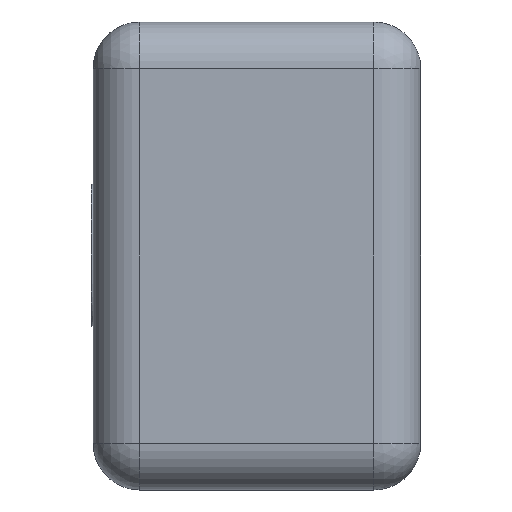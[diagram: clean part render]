
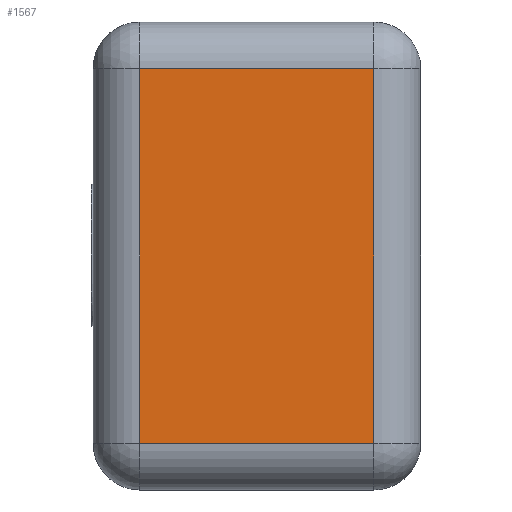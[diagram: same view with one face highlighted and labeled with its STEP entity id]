
A CAD part, left-side view. The second image highlights one B-rep face of the part: STEP entity #1567.
In plain terms, the highlighted planar face has unit normal (-1, 0, 0).
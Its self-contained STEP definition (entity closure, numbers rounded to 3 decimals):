
#172 = DIRECTION ( 'NONE',  ( 0., 1., 0. ) ) ;
#190 = LINE ( 'NONE', #3394, #467 ) ;
#261 = ORIENTED_EDGE ( 'NONE', *, *, #5766, .T. ) ;
#322 = VECTOR ( 'NONE', #4660, 1000. ) ;
#452 = LINE ( 'NONE', #5559, #2170 ) ;
#467 = VECTOR ( 'NONE', #172, 1000. ) ;
#512 = CARTESIAN_POINT ( 'NONE',  ( -0.5, 0.05, 0.2 ) ) ;
#705 = ORIENTED_EDGE ( 'NONE', *, *, #4919, .T. ) ;
#851 = CARTESIAN_POINT ( 'NONE',  ( -0.5, 0.05, -0.2 ) ) ;
#1030 = EDGE_CURVE ( 'NONE', #2902, #1688, #3623, .T. ) ;
#1161 = VERTEX_POINT ( 'NONE', #512 ) ;
#1518 = VECTOR ( 'NONE', #4489, 1000. ) ;
#1567 = ADVANCED_FACE ( 'NONE', ( #3901 ), #5118, .F. ) ;
#1688 = VERTEX_POINT ( 'NONE', #1753 ) ;
#1753 = CARTESIAN_POINT ( 'NONE',  ( -0.5, 0.3, -0.2 ) ) ;
#1824 = LINE ( 'NONE', #4601, #322 ) ;
#2000 = DIRECTION ( 'NONE',  ( 0., -1., 0. ) ) ;
#2170 = VECTOR ( 'NONE', #2000, 1000. ) ;
#2189 = ORIENTED_EDGE ( 'NONE', *, *, #4189, .T. ) ;
#2242 = CARTESIAN_POINT ( 'NONE',  ( -0.5, 0.3, 0.2 ) ) ;
#2762 = EDGE_LOOP ( 'NONE', ( #5835, #705, #2189, #261 ) ) ;
#2902 = VERTEX_POINT ( 'NONE', #2242 ) ;
#3140 = AXIS2_PLACEMENT_3D ( 'NONE', #5624, #3813, #5172 ) ;
#3150 = VERTEX_POINT ( 'NONE', #851 ) ;
#3394 = CARTESIAN_POINT ( 'NONE',  ( -0.5, 0.35, 0.2 ) ) ;
#3623 = LINE ( 'NONE', #5378, #1518 ) ;
#3813 = DIRECTION ( 'NONE',  ( 1., 0., 0. ) ) ;
#3901 = FACE_OUTER_BOUND ( 'NONE', #2762, .T. ) ;
#4189 = EDGE_CURVE ( 'NONE', #3150, #1161, #1824, .T. ) ;
#4489 = DIRECTION ( 'NONE',  ( 0., 0., -1. ) ) ;
#4601 = CARTESIAN_POINT ( 'NONE',  ( -0.5, 0.05, -0.25 ) ) ;
#4660 = DIRECTION ( 'NONE',  ( 0., 0., 1. ) ) ;
#4919 = EDGE_CURVE ( 'NONE', #1688, #3150, #452, .T. ) ;
#5118 = PLANE ( 'NONE',  #3140 ) ;
#5172 = DIRECTION ( 'NONE',  ( 0., 0., -1. ) ) ;
#5378 = CARTESIAN_POINT ( 'NONE',  ( -0.5, 0.3, -0.25 ) ) ;
#5559 = CARTESIAN_POINT ( 'NONE',  ( -0.5, 0.35, -0.2 ) ) ;
#5624 = CARTESIAN_POINT ( 'NONE',  ( -0.5, 0.35, -0.25 ) ) ;
#5766 = EDGE_CURVE ( 'NONE', #1161, #2902, #190, .T. ) ;
#5835 = ORIENTED_EDGE ( 'NONE', *, *, #1030, .T. ) ;
